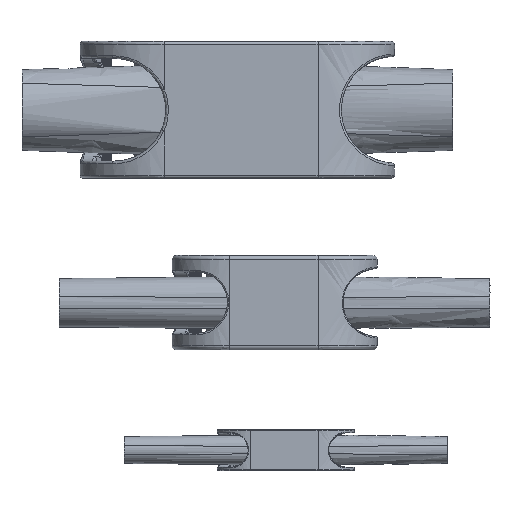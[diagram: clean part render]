
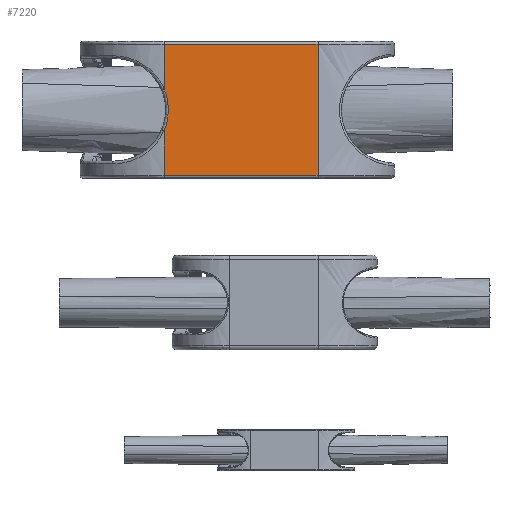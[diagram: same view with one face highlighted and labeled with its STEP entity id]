
A CAD part, front view. The second image highlights one B-rep face of the part: STEP entity #7220.
In plain terms, the highlighted free-form (B-spline) face has degree [1, 1] with [2, 2] control points.
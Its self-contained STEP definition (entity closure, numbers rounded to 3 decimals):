
#3706 = VERTEX_POINT('',#3707);
#3707 = CARTESIAN_POINT('',(-20.251,-22.669,
    18.135));
#3764 = VERTEX_POINT('',#3765);
#3765 = CARTESIAN_POINT('',(22.265,-22.669,
    18.135));
#3773 = EDGE_CURVE('',#3764,#3706,#3774,.T.);
#3774 = B_SPLINE_CURVE_WITH_KNOTS('',1,(#3775,#3776),.UNSPECIFIED.,.F.,
  .F.,(2,2),(0.,28.584),.PIECEWISE_BEZIER_KNOTS.);
#3775 = CARTESIAN_POINT('',(22.265,-22.669,
    18.135));
#3776 = CARTESIAN_POINT('',(-20.251,-22.669,
    18.135));
#6053 = VERTEX_POINT('',#6054);
#6054 = CARTESIAN_POINT('',(22.265,-22.669,
    -18.135));
#6089 = EDGE_CURVE('',#6090,#6053,#6092,.T.);
#6090 = VERTEX_POINT('',#6091);
#6091 = CARTESIAN_POINT('',(-20.251,-22.669,
    -18.135));
#6092 = B_SPLINE_CURVE_WITH_KNOTS('',1,(#6093,#6094),.UNSPECIFIED.,.F.,
  .F.,(2,2),(0.,28.584),.PIECEWISE_BEZIER_KNOTS.);
#6093 = CARTESIAN_POINT('',(-20.251,-22.669,
    -18.135));
#6094 = CARTESIAN_POINT('',(22.265,-22.669,
    -18.135));
#7163 = VERTEX_POINT('',#7164);
#7164 = CARTESIAN_POINT('',(-20.251,-22.669,
    5.797));
#7208 = EDGE_CURVE('',#3706,#7163,#7209,.T.);
#7209 = B_SPLINE_CURVE_WITH_KNOTS('',1,(#7210,#7211),.UNSPECIFIED.,.F.,
  .F.,(2,2),(0.,8.295),.PIECEWISE_BEZIER_KNOTS.);
#7210 = CARTESIAN_POINT('',(-20.251,-22.669,
    18.135));
#7211 = CARTESIAN_POINT('',(-20.251,-22.669,
    5.797));
#7220 = ADVANCED_FACE('',(#7221),#7244,.F.);
#7221 = FACE_BOUND('',#7222,.T.);
#7222 = EDGE_LOOP('',(#7223,#7224,#7232,#7237,#7238,#7243));
#7223 = ORIENTED_EDGE('',*,*,#7208,.T.);
#7224 = ORIENTED_EDGE('',*,*,#7225,.T.);
#7225 = EDGE_CURVE('',#7163,#7226,#7228,.T.);
#7226 = VERTEX_POINT('',#7227);
#7227 = CARTESIAN_POINT('',(-20.251,-22.669,
    -5.797));
#7228 = ( BOUNDED_CURVE() B_SPLINE_CURVE(2,(#7229,#7230,#7231),
.UNSPECIFIED.,.F.,.F.) B_SPLINE_CURVE_WITH_KNOTS((3,3),(0.,
0.798),.PIECEWISE_BEZIER_KNOTS.) CURVE() 
GEOMETRIC_REPRESENTATION_ITEM() RATIONAL_B_SPLINE_CURVE((1.,
0.921,1.)) REPRESENTATION_ITEM('') );
#7229 = CARTESIAN_POINT('',(-20.251,-22.669,
    5.797));
#7230 = CARTESIAN_POINT('',(-17.808,-22.669,
    0.));
#7231 = CARTESIAN_POINT('',(-20.251,-22.669,
    -5.797));
#7232 = ORIENTED_EDGE('',*,*,#7233,.T.);
#7233 = EDGE_CURVE('',#7226,#6090,#7234,.T.);
#7234 = B_SPLINE_CURVE_WITH_KNOTS('',1,(#7235,#7236),.UNSPECIFIED.,.F.,
  .F.,(2,2),(0.,8.295),
  .PIECEWISE_BEZIER_KNOTS.);
#7235 = CARTESIAN_POINT('',(-20.251,-22.669,
    -5.797));
#7236 = CARTESIAN_POINT('',(-20.251,-22.669,
    -18.135));
#7237 = ORIENTED_EDGE('',*,*,#6089,.T.);
#7238 = ORIENTED_EDGE('',*,*,#7239,.F.);
#7239 = EDGE_CURVE('',#3764,#6053,#7240,.T.);
#7240 = B_SPLINE_CURVE_WITH_KNOTS('',1,(#7241,#7242),.UNSPECIFIED.,.F.,
  .F.,(2,2),(0.,24.384),.PIECEWISE_BEZIER_KNOTS.);
#7241 = CARTESIAN_POINT('',(22.265,-22.669,
    18.135));
#7242 = CARTESIAN_POINT('',(22.265,-22.669,
    -18.135));
#7243 = ORIENTED_EDGE('',*,*,#3773,.T.);
#7244 = B_SPLINE_SURFACE_WITH_KNOTS('',1,1,(
    (#7245,#7246)
    ,(#7247,#7248
    )),.UNSPECIFIED.,.F.,.F.,.F.,(2,2),(2,2),(-28.584,
    0.),(-24.892,-0.508),.PIECEWISE_BEZIER_KNOTS.);
#7245 = CARTESIAN_POINT('',(22.265,-22.669,
    -18.135));
#7246 = CARTESIAN_POINT('',(22.265,-22.669,
    18.135));
#7247 = CARTESIAN_POINT('',(-20.251,-22.669,
    -18.135));
#7248 = CARTESIAN_POINT('',(-20.251,-22.669,
    18.135));
